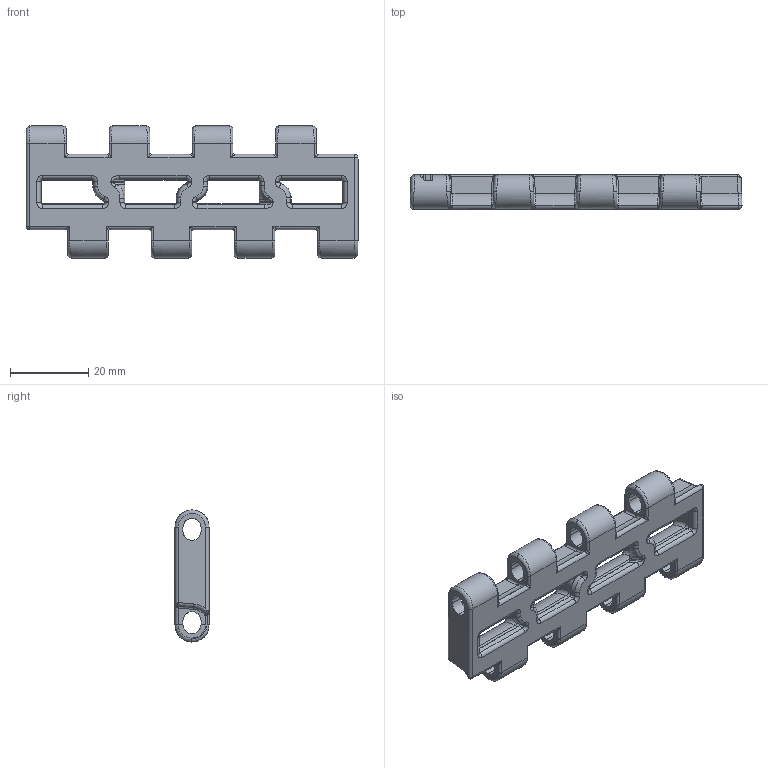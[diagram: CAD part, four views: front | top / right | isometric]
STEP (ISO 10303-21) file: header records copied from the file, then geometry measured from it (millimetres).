
FILE_DESCRIPTION (( 'STEP AP214' ), '1' );
FILE_NAME ('LF9253V01.2.STEP', '2021-03-12T07:40:04', ( '' ), ( '' ), 'SwSTEP 2.0', 'SolidWorks 2019', '' );
FILE_SCHEMA (( 'AUTOMOTIVE_DESIGN' ));
Length unit declared in the file: millimetre
Products named in the file (1): LF9253V01.2
Bounding box: 84.74 x 8.7 x 33.7 mm (x, y, z)
Volume: 10530.8 mm3; surface area: 8330.5 mm2
Topology: 1 solids, 1 shells, 687 faces, 1774 edges, 1021 vertices
Faces by surface type: cylinder 268, bspline 190, plane 140, torus 42, sphere 25, cone 22
Entity records: 29311 total; most frequent: CARTESIAN_POINT 14888, ORIENTED_EDGE 3440, DIRECTION 2550, EDGE_CURVE 1720, VERTEX_POINT 1021, AXIS2_PLACEMENT_3D 956, EDGE_LOOP 701, FACE_OUTER_BOUND 687
